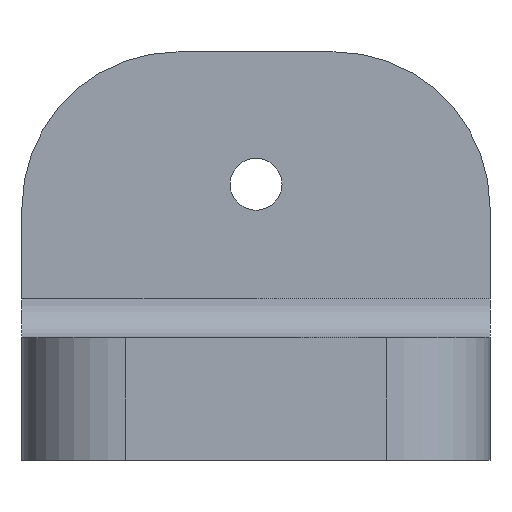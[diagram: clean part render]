
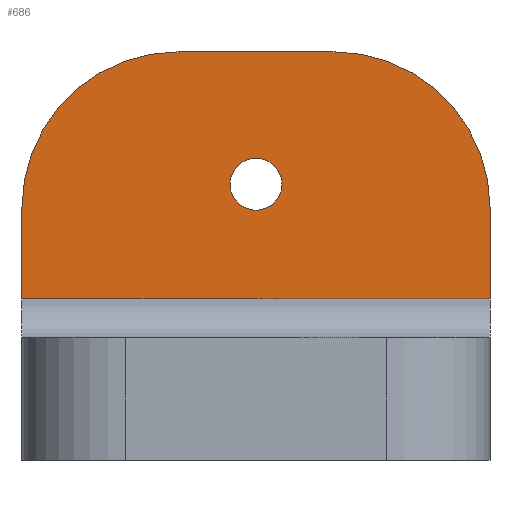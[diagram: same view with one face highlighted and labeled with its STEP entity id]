
A CAD part, left-side view. The second image highlights one B-rep face of the part: STEP entity #686.
In plain terms, the highlighted planar face has unit normal (-1, 0, 0).
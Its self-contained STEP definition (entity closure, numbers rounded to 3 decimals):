
#19=FACE_BOUND('',#85,.T.);
#24=PLANE('',#747);
#48=FACE_OUTER_BOUND('',#84,.T.);
#84=EDGE_LOOP('',(#483,#484,#485,#486,#487,#488));
#85=EDGE_LOOP('',(#489));
#129=CIRCLE('',#748,6.);
#130=CIRCLE('',#749,6.);
#131=CIRCLE('',#750,1.);
#160=LINE('',#1057,#230);
#162=LINE('',#1063,#232);
#163=LINE('',#1067,#233);
#164=LINE('',#1070,#234);
#230=VECTOR('',#842,10.);
#232=VECTOR('',#848,10.);
#233=VECTOR('',#851,10.);
#234=VECTOR('',#854,10.);
#308=VERTEX_POINT('',#1054);
#309=VERTEX_POINT('',#1056);
#311=VERTEX_POINT('',#1062);
#312=VERTEX_POINT('',#1064);
#313=VERTEX_POINT('',#1066);
#314=VERTEX_POINT('',#1068);
#315=VERTEX_POINT('',#1071);
#377=EDGE_CURVE('',#308,#309,#160,.T.);
#380=EDGE_CURVE('',#308,#311,#162,.T.);
#381=EDGE_CURVE('',#312,#311,#129,.T.);
#382=EDGE_CURVE('',#312,#313,#163,.T.);
#383=EDGE_CURVE('',#314,#313,#130,.T.);
#384=EDGE_CURVE('',#314,#309,#164,.T.);
#385=EDGE_CURVE('',#315,#315,#131,.T.);
#483=ORIENTED_EDGE('',*,*,#377,.F.);
#484=ORIENTED_EDGE('',*,*,#380,.T.);
#485=ORIENTED_EDGE('',*,*,#381,.F.);
#486=ORIENTED_EDGE('',*,*,#382,.T.);
#487=ORIENTED_EDGE('',*,*,#383,.F.);
#488=ORIENTED_EDGE('',*,*,#384,.T.);
#489=ORIENTED_EDGE('',*,*,#385,.T.);
#686=ADVANCED_FACE('',(#48,#19),#24,.T.);
#747=AXIS2_PLACEMENT_3D('',#1061,#846,#847);
#748=AXIS2_PLACEMENT_3D('',#1065,#849,#850);
#749=AXIS2_PLACEMENT_3D('',#1069,#852,#853);
#750=AXIS2_PLACEMENT_3D('',#1072,#855,#856);
#842=DIRECTION('',(0.,-1.,0.));
#846=DIRECTION('center_axis',(-1.,0.,0.));
#847=DIRECTION('ref_axis',(0.,0.,1.));
#848=DIRECTION('',(0.,0.,-1.));
#849=DIRECTION('center_axis',(1.,0.,0.));
#850=DIRECTION('ref_axis',(0.,1.,0.));
#851=DIRECTION('',(0.,-1.,0.));
#852=DIRECTION('center_axis',(1.,0.,0.));
#853=DIRECTION('ref_axis',(0.,0.,-1.));
#854=DIRECTION('',(0.,0.,1.));
#855=DIRECTION('center_axis',(1.,0.,0.));
#856=DIRECTION('ref_axis',(0.,-0.814,0.581));
#1054=CARTESIAN_POINT('',(-10.25,9.,54.5));
#1056=CARTESIAN_POINT('',(-10.25,-9.,54.5));
#1057=CARTESIAN_POINT('',(-10.25,0.,54.5));
#1061=CARTESIAN_POINT('Origin',(-10.25,9.01,52.25));
#1062=CARTESIAN_POINT('',(-10.25,9.,51.));
#1063=CARTESIAN_POINT('',(-10.25,9.,59.5));
#1064=CARTESIAN_POINT('',(-10.25,3.,45.));
#1065=CARTESIAN_POINT('Origin',(-10.25,3.,51.));
#1066=CARTESIAN_POINT('',(-10.25,-3.,45.));
#1067=CARTESIAN_POINT('',(-10.25,3.,45.));
#1068=CARTESIAN_POINT('',(-10.25,-9.,51.));
#1069=CARTESIAN_POINT('Origin',(-10.25,-3.,51.));
#1070=CARTESIAN_POINT('',(-10.25,-9.,51.));
#1071=CARTESIAN_POINT('',(-10.25,1.,50.091));
#1072=CARTESIAN_POINT('Origin',(-10.25,0.,50.091));
